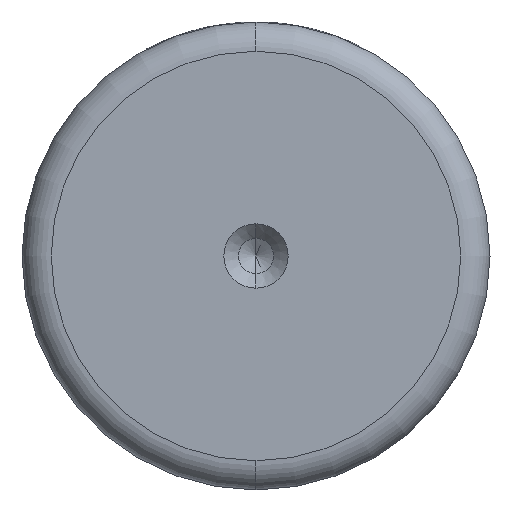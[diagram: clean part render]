
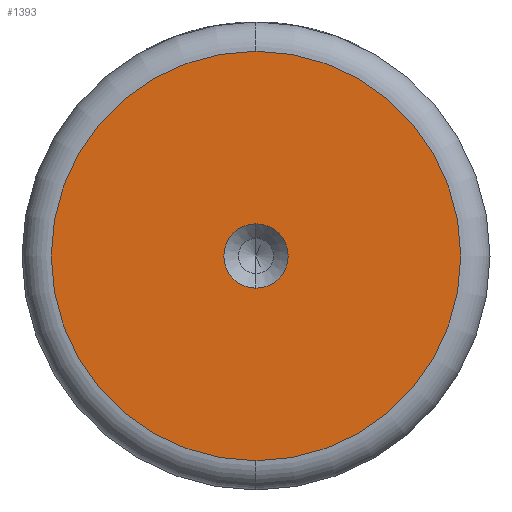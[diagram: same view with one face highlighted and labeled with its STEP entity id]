
A CAD part, left-side view. The second image highlights one B-rep face of the part: STEP entity #1393.
In plain terms, the highlighted planar face has unit normal (-1, 0, 0).
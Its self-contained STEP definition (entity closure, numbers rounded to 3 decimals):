
#32 = CIRCLE ( 'NONE', #1361, 21. ) ;
#107 = DIRECTION ( 'NONE',  ( -1., 0., 0. ) ) ;
#123 = CARTESIAN_POINT ( 'NONE',  ( 0., 0., 0. ) ) ;
#124 = EDGE_CURVE ( 'NONE', #1436, #1439, #32, .T. ) ;
#141 = DIRECTION ( 'NONE',  ( 0., 0., 1. ) ) ;
#254 = DIRECTION ( 'NONE',  ( 0., 0., 1. ) ) ;
#274 = CARTESIAN_POINT ( 'NONE',  ( 0., 0., -21. ) ) ;
#275 = AXIS2_PLACEMENT_3D ( 'NONE', #1254, #802, #141 ) ;
#468 = CARTESIAN_POINT ( 'NONE',  ( 0., 0., 0. ) ) ;
#484 = ORIENTED_EDGE ( 'NONE', *, *, #124, .T. ) ;
#520 = FACE_BOUND ( 'NONE', #1360, .T. ) ;
#531 = AXIS2_PLACEMENT_3D ( 'NONE', #1302, #635, #1422 ) ;
#565 = DIRECTION ( 'NONE',  ( 0., 0., 1. ) ) ;
#631 = VERTEX_POINT ( 'NONE', #672 ) ;
#635 = DIRECTION ( 'NONE',  ( -1., 0., 0. ) ) ;
#672 = CARTESIAN_POINT ( 'NONE',  ( 0., 0., 3.3 ) ) ;
#680 = ORIENTED_EDGE ( 'NONE', *, *, #1259, .T. ) ;
#693 = FACE_OUTER_BOUND ( 'NONE', #699, .T. ) ;
#699 = EDGE_LOOP ( 'NONE', ( #484, #680 ) ) ;
#775 = CARTESIAN_POINT ( 'NONE',  ( 0., 0., 0. ) ) ;
#802 = DIRECTION ( 'NONE',  ( -1., 0., 0. ) ) ;
#851 = VERTEX_POINT ( 'NONE', #1042 ) ;
#893 = DIRECTION ( 'NONE',  ( 0., 0., 1. ) ) ;
#910 = DIRECTION ( 'NONE',  ( -1., 0., 0. ) ) ;
#914 = PLANE ( 'NONE',  #275 ) ;
#966 = AXIS2_PLACEMENT_3D ( 'NONE', #775, #107, #893 ) ;
#1042 = CARTESIAN_POINT ( 'NONE',  ( 0., 0., -3.3 ) ) ;
#1142 = EDGE_CURVE ( 'NONE', #851, #631, #1273, .T. ) ;
#1164 = CIRCLE ( 'NONE', #966, 21. ) ;
#1222 = DIRECTION ( 'NONE',  ( -1., 0., 0. ) ) ;
#1227 = ORIENTED_EDGE ( 'NONE', *, *, #1350, .F. ) ;
#1232 = ORIENTED_EDGE ( 'NONE', *, *, #1142, .F. ) ;
#1254 = CARTESIAN_POINT ( 'NONE',  ( 0., 0., 0. ) ) ;
#1259 = EDGE_CURVE ( 'NONE', #1439, #1436, #1164, .T. ) ;
#1267 = CARTESIAN_POINT ( 'NONE',  ( 0., 0., 21. ) ) ;
#1273 = CIRCLE ( 'NONE', #531, 3.3 ) ;
#1302 = CARTESIAN_POINT ( 'NONE',  ( 0., 0., 0. ) ) ;
#1350 = EDGE_CURVE ( 'NONE', #631, #851, #1354, .T. ) ;
#1354 = CIRCLE ( 'NONE', #1420, 3.3 ) ;
#1360 = EDGE_LOOP ( 'NONE', ( #1227, #1232 ) ) ;
#1361 = AXIS2_PLACEMENT_3D ( 'NONE', #468, #1222, #565 ) ;
#1393 = ADVANCED_FACE ( 'NONE', ( #520, #693 ), #914, .T. ) ;
#1420 = AXIS2_PLACEMENT_3D ( 'NONE', #123, #910, #254 ) ;
#1422 = DIRECTION ( 'NONE',  ( 0., 0., 1. ) ) ;
#1436 = VERTEX_POINT ( 'NONE', #1267 ) ;
#1439 = VERTEX_POINT ( 'NONE', #274 ) ;
